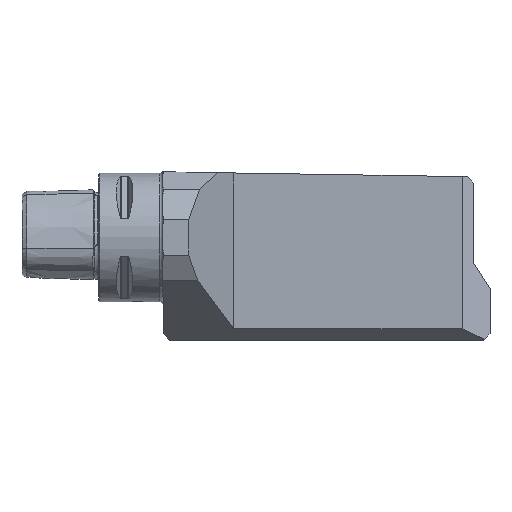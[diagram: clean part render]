
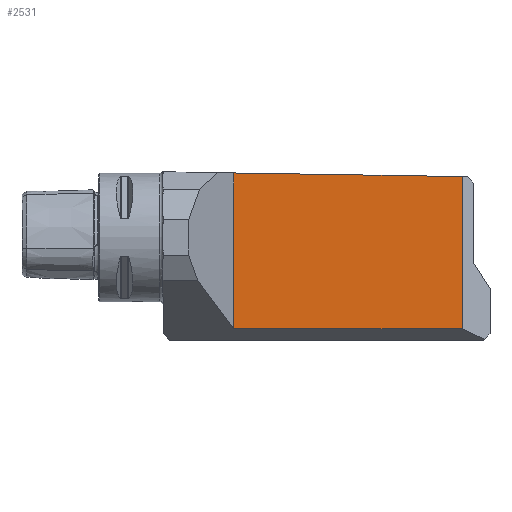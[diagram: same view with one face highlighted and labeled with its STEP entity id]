
A CAD part, top view. The second image highlights one B-rep face of the part: STEP entity #2531.
In plain terms, the highlighted planar face has unit normal (0, 0, 1).
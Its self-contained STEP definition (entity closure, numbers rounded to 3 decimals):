
#176 = PLANE ( 'NONE',  #7001 ) ;
#240 = CARTESIAN_POINT ( 'NONE',  ( 122., -32., -2. ) ) ;
#243 = LINE ( 'NONE', #607, #8319 ) ;
#376 = CARTESIAN_POINT ( 'NONE',  ( 122., -28.439, -2. ) ) ;
#607 = CARTESIAN_POINT ( 'NONE',  ( 42., -32., -2. ) ) ;
#713 = EDGE_CURVE ( 'NONE', #9599, #3981, #3593, .T. ) ;
#1190 = EDGE_CURVE ( 'NONE', #9599, #8178, #4120, .T. ) ;
#1453 = EDGE_CURVE ( 'NONE', #3981, #10817, #243, .T. ) ;
#1489 = EDGE_LOOP ( 'NONE', ( #8226, #1832, #2995, #5503 ) ) ;
#1832 = ORIENTED_EDGE ( 'NONE', *, *, #1190, .T. ) ;
#1867 = VECTOR ( 'NONE', #4802, 1000. ) ;
#1972 = DIRECTION ( 'NONE',  ( -1., 0., 0. ) ) ;
#2521 = VECTOR ( 'NONE', #7006, 1000. ) ;
#2531 = ADVANCED_FACE ( 'NONE', ( #8020 ), #176, .F. ) ;
#2995 = ORIENTED_EDGE ( 'NONE', *, *, #8786, .T. ) ;
#3593 = LINE ( 'NONE', #376, #3862 ) ;
#3839 = CARTESIAN_POINT ( 'NONE',  ( 113.34, -32., -2. ) ) ;
#3862 = VECTOR ( 'NONE', #10783, 1000. ) ;
#3981 = VERTEX_POINT ( 'NONE', #6851 ) ;
#4014 = DIRECTION ( 'NONE',  ( 0., 1., 0. ) ) ;
#4120 = LINE ( 'NONE', #3839, #1867 ) ;
#4510 = DIRECTION ( 'NONE',  ( 0., 0., -1. ) ) ;
#4802 = DIRECTION ( 'NONE',  ( 0., 1., 0. ) ) ;
#5174 = CARTESIAN_POINT ( 'NONE',  ( 122.803, 18.877, -2. ) ) ;
#5215 = CARTESIAN_POINT ( 'NONE',  ( 42., 20.153, -2. ) ) ;
#5503 = ORIENTED_EDGE ( 'NONE', *, *, #1453, .F. ) ;
#6851 = CARTESIAN_POINT ( 'NONE',  ( 42., -28.439, -2. ) ) ;
#7001 = AXIS2_PLACEMENT_3D ( 'NONE', #240, #4510, #1972 ) ;
#7006 = DIRECTION ( 'NONE',  ( -1., 0.016, 0. ) ) ;
#7114 = LINE ( 'NONE', #5174, #2521 ) ;
#7820 = CARTESIAN_POINT ( 'NONE',  ( 113.34, -28.439, -2. ) ) ;
#8020 = FACE_OUTER_BOUND ( 'NONE', #1489, .T. ) ;
#8178 = VERTEX_POINT ( 'NONE', #10433 ) ;
#8226 = ORIENTED_EDGE ( 'NONE', *, *, #713, .F. ) ;
#8319 = VECTOR ( 'NONE', #4014, 1000. ) ;
#8786 = EDGE_CURVE ( 'NONE', #8178, #10817, #7114, .T. ) ;
#9599 = VERTEX_POINT ( 'NONE', #7820 ) ;
#10433 = CARTESIAN_POINT ( 'NONE',  ( 113.34, 19.026, -2. ) ) ;
#10783 = DIRECTION ( 'NONE',  ( -1., 0., 0. ) ) ;
#10817 = VERTEX_POINT ( 'NONE', #5215 ) ;
